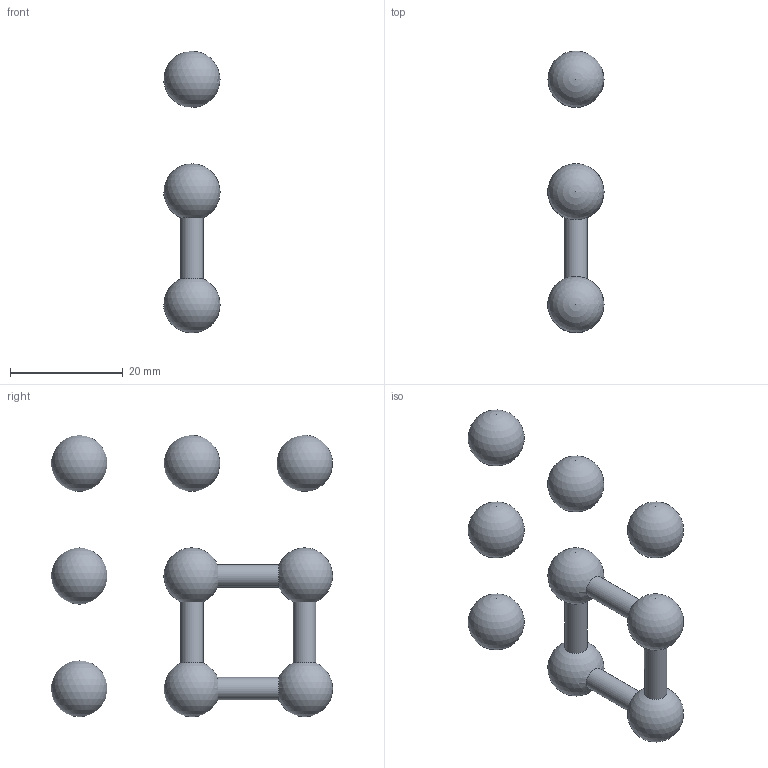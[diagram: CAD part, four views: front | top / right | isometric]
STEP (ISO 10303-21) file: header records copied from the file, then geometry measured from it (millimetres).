
FILE_DESCRIPTION(('FreeCAD Model'),'2;1');
FILE_NAME('Open CASCADE Shape Model','2022-03-02T12:30:52',('Author'),( ''),'Open CASCADE STEP processor 7.5','FreeCAD','Unknown');
FILE_SCHEMA(('AUTOMOTIVE_DESIGN { 1 0 10303 214 1 1 1 1 }'));
Length unit declared in the file: millimetre
Products named in the file (7): spheres; Sphere4; Sphere5; Sphere6; Sphere7; Sphere8; Fusion
Assembly tree (6 placements, depth 2):
  spheres
    Sphere4
    Sphere5
    Sphere6
    Sphere7
    Sphere8
    Fusion
Bounding box: 9.96 x 49.96 x 50 mm (x, y, z)
Volume: 5235.7 mm3; surface area: 3267.1 mm2
Topology: 6 solids, 6 shells, 13 faces, 35 edges, 22 vertices
Faces by surface type: sphere 9, cylinder 4
Full cylindrical faces by diameter (mm): 4 x4
Entity records: 896 total; most frequent: CARTESIAN_POINT 313, DIRECTION 96, AXIS2_PLACEMENT_3D 32, ORIENTED_EDGE 32, PCURVE 32, DEFINITIONAL_REPRESENTATION 32, LINE 32, VECTOR 32
